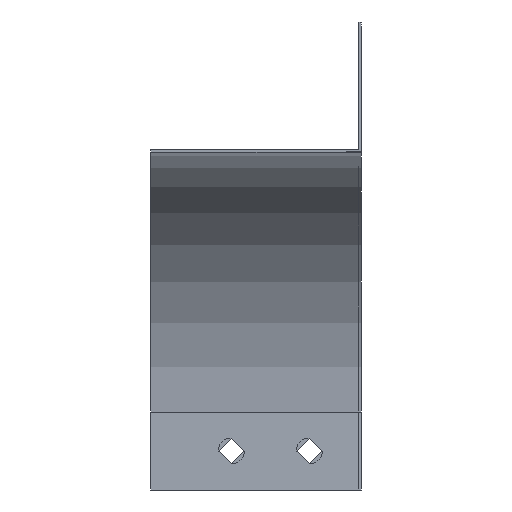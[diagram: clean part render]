
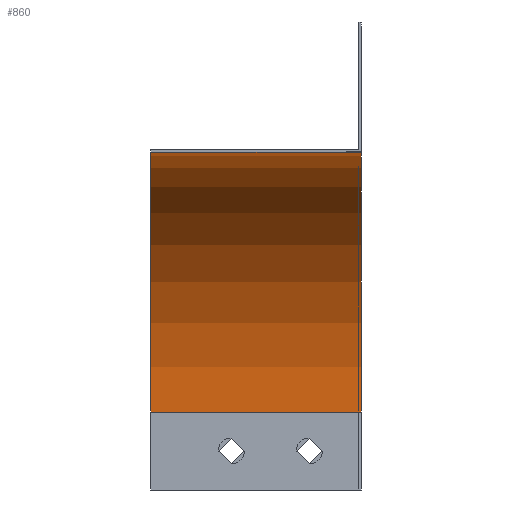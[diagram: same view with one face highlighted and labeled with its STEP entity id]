
A CAD part, left-side view. The second image highlights one B-rep face of the part: STEP entity #860.
In plain terms, the highlighted cylindrical face has radius 100 mm (diameter 200 mm), a partial arc.
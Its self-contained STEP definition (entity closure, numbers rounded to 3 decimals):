
#265 = DIRECTION ( 'NONE',  ( 0., -1., 0. ) ) ;
#270 = CARTESIAN_POINT ( 'NONE',  ( -250., 1., -150. ) ) ;
#271 = CARTESIAN_POINT ( 'NONE',  ( -350., 1., -50. ) ) ;
#272 = DIRECTION ( 'NONE',  ( 0., -1., 0. ) ) ;
#308 = FACE_OUTER_BOUND ( 'NONE', #703, .T. ) ;
#315 = CYLINDRICAL_SURFACE ( 'NONE', #400, 100. ) ;
#400 = AXIS2_PLACEMENT_3D ( 'NONE', #1845, #1844, #1836 ) ;
#429 = AXIS2_PLACEMENT_3D ( 'NONE', #1588, #1589, #1590 ) ;
#430 = AXIS2_PLACEMENT_3D ( 'NONE', #1582, #1583, #1584 ) ;
#620 = EDGE_CURVE ( 'NONE', #743, #772, #1114, .T. ) ;
#623 = EDGE_CURVE ( 'NONE', #772, #818, #1118, .T. ) ;
#624 = EDGE_CURVE ( 'NONE', #778, #818, #1120, .T. ) ;
#625 = EDGE_CURVE ( 'NONE', #778, #743, #1116, .T. ) ;
#703 = EDGE_LOOP ( 'NONE', ( #1190, #1191, #1192, #1193 ) ) ;
#743 = VERTEX_POINT ( 'NONE', #1660 ) ;
#772 = VERTEX_POINT ( 'NONE', #1689 ) ;
#778 = VERTEX_POINT ( 'NONE', #1695 ) ;
#818 = VERTEX_POINT ( 'NONE', #1732 ) ;
#860 = ADVANCED_FACE ( 'NONE', ( #308 ), #315, .F. ) ;
#1114 = LINE ( 'NONE', #270, #1117 ) ;
#1116 = CIRCLE ( 'NONE', #429, 100. ) ;
#1117 = VECTOR ( 'NONE', #272, 1000. ) ;
#1118 = CIRCLE ( 'NONE', #430, 100. ) ;
#1120 = LINE ( 'NONE', #271, #1122 ) ;
#1122 = VECTOR ( 'NONE', #265, 1000. ) ;
#1190 = ORIENTED_EDGE ( 'NONE', *, *, #623, .T. ) ;
#1191 = ORIENTED_EDGE ( 'NONE', *, *, #624, .F. ) ;
#1192 = ORIENTED_EDGE ( 'NONE', *, *, #625, .T. ) ;
#1193 = ORIENTED_EDGE ( 'NONE', *, *, #620, .T. ) ;
#1582 = CARTESIAN_POINT ( 'NONE',  ( -350., 0., -150. ) ) ;
#1583 = DIRECTION ( 'NONE',  ( 0., -1., 0. ) ) ;
#1584 = DIRECTION ( 'NONE',  ( 0., 0., -1. ) ) ;
#1588 = CARTESIAN_POINT ( 'NONE',  ( -350., 81., -150. ) ) ;
#1589 = DIRECTION ( 'NONE',  ( 0., 1., 0. ) ) ;
#1590 = DIRECTION ( 'NONE',  ( 0., 0., 1. ) ) ;
#1660 = CARTESIAN_POINT ( 'NONE',  ( -250., 81., -150. ) ) ;
#1689 = CARTESIAN_POINT ( 'NONE',  ( -250., 0., -150. ) ) ;
#1695 = CARTESIAN_POINT ( 'NONE',  ( -350., 81., -50. ) ) ;
#1732 = CARTESIAN_POINT ( 'NONE',  ( -350., 0., -50. ) ) ;
#1836 = DIRECTION ( 'NONE',  ( 0., 0., -1. ) ) ;
#1844 = DIRECTION ( 'NONE',  ( 0., -1., 0. ) ) ;
#1845 = CARTESIAN_POINT ( 'NONE',  ( -350., 1., -150. ) ) ;
